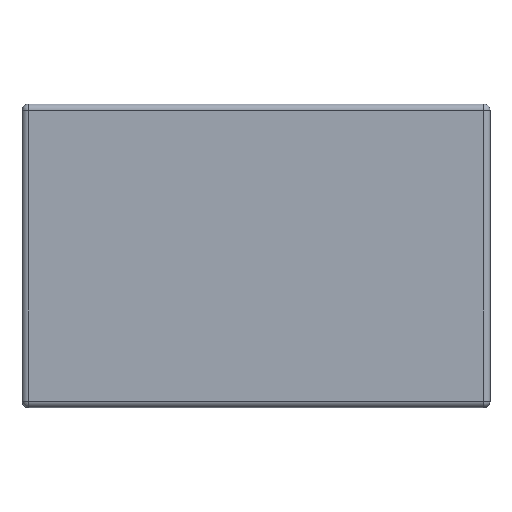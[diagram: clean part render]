
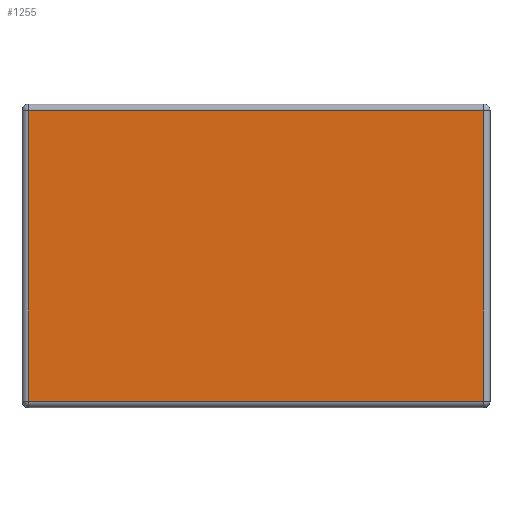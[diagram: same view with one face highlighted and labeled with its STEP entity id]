
A CAD part, top view. The second image highlights one B-rep face of the part: STEP entity #1255.
In plain terms, the highlighted planar face has unit normal (0, 0, 1).
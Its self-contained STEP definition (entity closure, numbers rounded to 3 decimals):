
#100 = CYLINDRICAL_SURFACE('',#101,0.5);
#101 = AXIS2_PLACEMENT_3D('',#102,#103,#104);
#102 = CARTESIAN_POINT('',(-18.5,11.5,14.5));
#103 = DIRECTION('',(1.,0.,0.));
#104 = DIRECTION('',(0.,1.,0.));
#603 = VERTEX_POINT('',#604);
#604 = CARTESIAN_POINT('',(-18.,11.5,15.));
#626 = EDGE_CURVE('',#603,#627,#629,.T.);
#627 = VERTEX_POINT('',#628);
#628 = CARTESIAN_POINT('',(18.,11.5,15.));
#629 = SURFACE_CURVE('',#630,(#634,#641),.PCURVE_S1.);
#630 = LINE('',#631,#632);
#631 = CARTESIAN_POINT('',(-18.5,11.5,15.));
#632 = VECTOR('',#633,1.);
#633 = DIRECTION('',(1.,0.,0.));
#634 = PCURVE('',#100,#635);
#635 = DEFINITIONAL_REPRESENTATION('',(#636),#640);
#636 = LINE('',#637,#638);
#637 = CARTESIAN_POINT('',(1.571,0.));
#638 = VECTOR('',#639,1.);
#639 = DIRECTION('',(0.,1.));
#640 = ( GEOMETRIC_REPRESENTATION_CONTEXT(2) 
PARAMETRIC_REPRESENTATION_CONTEXT() REPRESENTATION_CONTEXT('2D SPACE',''
  ) );
#641 = PCURVE('',#642,#647);
#642 = PLANE('',#643);
#643 = AXIS2_PLACEMENT_3D('',#644,#645,#646);
#644 = CARTESIAN_POINT('',(0.,0.,15.));
#645 = DIRECTION('',(-0.,-0.,-1.));
#646 = DIRECTION('',(-1.,0.,0.));
#647 = DEFINITIONAL_REPRESENTATION('',(#648),#652);
#648 = LINE('',#649,#650);
#649 = CARTESIAN_POINT('',(18.5,11.5));
#650 = VECTOR('',#651,1.);
#651 = DIRECTION('',(-1.,0.));
#652 = ( GEOMETRIC_REPRESENTATION_CONTEXT(2) 
PARAMETRIC_REPRESENTATION_CONTEXT() REPRESENTATION_CONTEXT('2D SPACE',''
  ) );
#718 = CYLINDRICAL_SURFACE('',#719,0.5);
#719 = AXIS2_PLACEMENT_3D('',#720,#721,#722);
#720 = CARTESIAN_POINT('',(-18.,-12.,14.5));
#721 = DIRECTION('',(0.,1.,0.));
#722 = DIRECTION('',(-1.,0.,0.));
#752 = CYLINDRICAL_SURFACE('',#753,0.5);
#753 = AXIS2_PLACEMENT_3D('',#754,#755,#756);
#754 = CARTESIAN_POINT('',(18.,12.,14.5));
#755 = DIRECTION('',(0.,-1.,0.));
#756 = DIRECTION('',(1.,0.,0.));
#914 = CYLINDRICAL_SURFACE('',#915,0.5);
#915 = AXIS2_PLACEMENT_3D('',#916,#917,#918);
#916 = CARTESIAN_POINT('',(18.5,-11.5,14.5));
#917 = DIRECTION('',(-1.,0.,0.));
#918 = DIRECTION('',(0.,-1.,0.));
#1255 = ADVANCED_FACE('',(#1256),#642,.F.);
#1256 = FACE_BOUND('',#1257,.F.);
#1257 = EDGE_LOOP('',(#1258,#1281,#1282,#1305));
#1258 = ORIENTED_EDGE('',*,*,#1259,.T.);
#1259 = EDGE_CURVE('',#1260,#603,#1262,.T.);
#1260 = VERTEX_POINT('',#1261);
#1261 = CARTESIAN_POINT('',(-18.,-11.5,15.));
#1262 = SURFACE_CURVE('',#1263,(#1267,#1274),.PCURVE_S1.);
#1263 = LINE('',#1264,#1265);
#1264 = CARTESIAN_POINT('',(-18.,-12.,15.));
#1265 = VECTOR('',#1266,1.);
#1266 = DIRECTION('',(0.,1.,0.));
#1267 = PCURVE('',#642,#1268);
#1268 = DEFINITIONAL_REPRESENTATION('',(#1269),#1273);
#1269 = LINE('',#1270,#1271);
#1270 = CARTESIAN_POINT('',(18.,-12.));
#1271 = VECTOR('',#1272,1.);
#1272 = DIRECTION('',(0.,1.));
#1273 = ( GEOMETRIC_REPRESENTATION_CONTEXT(2) 
PARAMETRIC_REPRESENTATION_CONTEXT() REPRESENTATION_CONTEXT('2D SPACE',''
  ) );
#1274 = PCURVE('',#718,#1275);
#1275 = DEFINITIONAL_REPRESENTATION('',(#1276),#1280);
#1276 = LINE('',#1277,#1278);
#1277 = CARTESIAN_POINT('',(1.571,0.));
#1278 = VECTOR('',#1279,1.);
#1279 = DIRECTION('',(0.,1.));
#1280 = ( GEOMETRIC_REPRESENTATION_CONTEXT(2) 
PARAMETRIC_REPRESENTATION_CONTEXT() REPRESENTATION_CONTEXT('2D SPACE',''
  ) );
#1281 = ORIENTED_EDGE('',*,*,#626,.T.);
#1282 = ORIENTED_EDGE('',*,*,#1283,.T.);
#1283 = EDGE_CURVE('',#627,#1284,#1286,.T.);
#1284 = VERTEX_POINT('',#1285);
#1285 = CARTESIAN_POINT('',(18.,-11.5,15.));
#1286 = SURFACE_CURVE('',#1287,(#1291,#1298),.PCURVE_S1.);
#1287 = LINE('',#1288,#1289);
#1288 = CARTESIAN_POINT('',(18.,12.,15.));
#1289 = VECTOR('',#1290,1.);
#1290 = DIRECTION('',(0.,-1.,0.));
#1291 = PCURVE('',#642,#1292);
#1292 = DEFINITIONAL_REPRESENTATION('',(#1293),#1297);
#1293 = LINE('',#1294,#1295);
#1294 = CARTESIAN_POINT('',(-18.,12.));
#1295 = VECTOR('',#1296,1.);
#1296 = DIRECTION('',(0.,-1.));
#1297 = ( GEOMETRIC_REPRESENTATION_CONTEXT(2) 
PARAMETRIC_REPRESENTATION_CONTEXT() REPRESENTATION_CONTEXT('2D SPACE',''
  ) );
#1298 = PCURVE('',#752,#1299);
#1299 = DEFINITIONAL_REPRESENTATION('',(#1300),#1304);
#1300 = LINE('',#1301,#1302);
#1301 = CARTESIAN_POINT('',(1.571,0.));
#1302 = VECTOR('',#1303,1.);
#1303 = DIRECTION('',(0.,1.));
#1304 = ( GEOMETRIC_REPRESENTATION_CONTEXT(2) 
PARAMETRIC_REPRESENTATION_CONTEXT() REPRESENTATION_CONTEXT('2D SPACE',''
  ) );
#1305 = ORIENTED_EDGE('',*,*,#1306,.T.);
#1306 = EDGE_CURVE('',#1284,#1260,#1307,.T.);
#1307 = SURFACE_CURVE('',#1308,(#1312,#1319),.PCURVE_S1.);
#1308 = LINE('',#1309,#1310);
#1309 = CARTESIAN_POINT('',(18.5,-11.5,15.));
#1310 = VECTOR('',#1311,1.);
#1311 = DIRECTION('',(-1.,0.,0.));
#1312 = PCURVE('',#642,#1313);
#1313 = DEFINITIONAL_REPRESENTATION('',(#1314),#1318);
#1314 = LINE('',#1315,#1316);
#1315 = CARTESIAN_POINT('',(-18.5,-11.5));
#1316 = VECTOR('',#1317,1.);
#1317 = DIRECTION('',(1.,0.));
#1318 = ( GEOMETRIC_REPRESENTATION_CONTEXT(2) 
PARAMETRIC_REPRESENTATION_CONTEXT() REPRESENTATION_CONTEXT('2D SPACE',''
  ) );
#1319 = PCURVE('',#914,#1320);
#1320 = DEFINITIONAL_REPRESENTATION('',(#1321),#1325);
#1321 = LINE('',#1322,#1323);
#1322 = CARTESIAN_POINT('',(1.571,0.));
#1323 = VECTOR('',#1324,1.);
#1324 = DIRECTION('',(0.,1.));
#1325 = ( GEOMETRIC_REPRESENTATION_CONTEXT(2) 
PARAMETRIC_REPRESENTATION_CONTEXT() REPRESENTATION_CONTEXT('2D SPACE',''
  ) );
